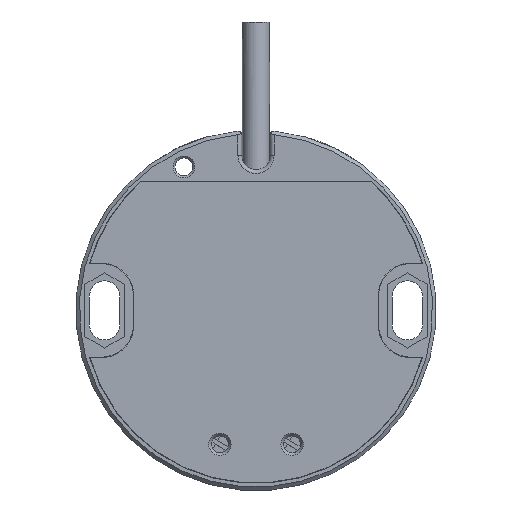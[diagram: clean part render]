
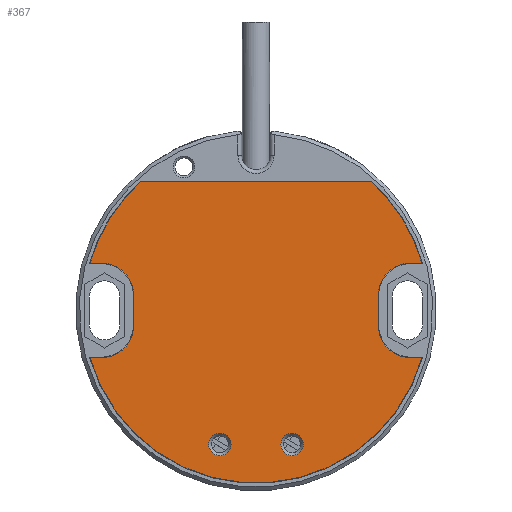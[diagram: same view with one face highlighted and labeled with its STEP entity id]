
A CAD part, left-side view. The second image highlights one B-rep face of the part: STEP entity #367.
In plain terms, the highlighted face is planar.
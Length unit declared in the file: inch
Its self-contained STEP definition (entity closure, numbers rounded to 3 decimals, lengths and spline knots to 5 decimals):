
#179 = AXIS2_PLACEMENT_3D ( 'NONE', #3756, #6299, #215 ) ;
#215 = DIRECTION ( 'NONE',  ( 1., 0., 0. ) ) ;
#293 = DIRECTION ( 'NONE',  ( 1., 0., 0. ) ) ;
#340 = CARTESIAN_POINT ( 'NONE',  ( 0.84449, 0.89811, -0.19685 ) ) ;
#367 = ADVANCED_FACE ( 'NONE', ( #4671, #1303, #4820 ), #7607, .T. ) ;
#560 = CARTESIAN_POINT ( 'NONE',  ( 0., 0.97922, -0.19685 ) ) ;
#603 = CARTESIAN_POINT ( 'NONE',  ( -0.66732, 0.89811, -0.19685 ) ) ;
#636 = CIRCLE ( 'NONE', #6546, 0.17717 ) ;
#701 = EDGE_CURVE ( 'NONE', #727, #6680, #2362, .T. ) ;
#727 = VERTEX_POINT ( 'NONE', #2707 ) ;
#804 = ORIENTED_EDGE ( 'NONE', *, *, #1607, .T. ) ;
#839 = ORIENTED_EDGE ( 'NONE', *, *, #5116, .T. ) ;
#885 = ORIENTED_EDGE ( 'NONE', *, *, #1364, .T. ) ;
#903 = CIRCLE ( 'NONE', #5797, 0.94252 ) ;
#1027 = DIRECTION ( 'NONE',  ( 0., 0., 1. ) ) ;
#1055 = ORIENTED_EDGE ( 'NONE', *, *, #7960, .T. ) ;
#1214 = CARTESIAN_POINT ( 'NONE',  ( 0.66732, 0.89811, -0.19685 ) ) ;
#1303 = FACE_BOUND ( 'NONE', #6695, .T. ) ;
#1364 = EDGE_CURVE ( 'NONE', #1874, #3330, #2593, .T. ) ;
#1459 = CARTESIAN_POINT ( 'NONE',  ( 0.66732, 1.06032, -0.19685 ) ) ;
#1514 = AXIS2_PLACEMENT_3D ( 'NONE', #2049, #6156, #2100 ) ;
#1519 = VECTOR ( 'NONE', #5430, 39.37008 ) ;
#1564 = DIRECTION ( 'NONE',  ( 1., 0., 0. ) ) ;
#1607 = EDGE_CURVE ( 'NONE', #7727, #2032, #6243, .T. ) ;
#1679 = CARTESIAN_POINT ( 'NONE',  ( -0.66732, 1.06032, -0.19685 ) ) ;
#1824 = CARTESIAN_POINT ( 'NONE',  ( 0., 0.72095, -0.19685 ) ) ;
#1874 = VERTEX_POINT ( 'NONE', #3166 ) ;
#1895 = VECTOR ( 'NONE', #7363, 39.37008 ) ;
#1899 = LINE ( 'NONE', #2854, #6469 ) ;
#1905 = CARTESIAN_POINT ( 'NONE',  ( 0.84449, 1.06032, -0.19685 ) ) ;
#1980 = CARTESIAN_POINT ( 'NONE',  ( 0., 0.27725, -0.19685 ) ) ;
#2032 = VERTEX_POINT ( 'NONE', #8808 ) ;
#2049 = CARTESIAN_POINT ( 'NONE',  ( 0., 0.97922, -0.19685 ) ) ;
#2072 = VERTEX_POINT ( 'NONE', #1214 ) ;
#2083 = VERTEX_POINT ( 'NONE', #603 ) ;
#2084 = DIRECTION ( 'NONE',  ( 1., 0., 0. ) ) ;
#2100 = DIRECTION ( 'NONE',  ( 1., 0., 0. ) ) ;
#2137 = CARTESIAN_POINT ( 'NONE',  ( 0., 0.97922, -0.19685 ) ) ;
#2230 = DIRECTION ( 'NONE',  ( 0., 0., 1. ) ) ;
#2320 = AXIS2_PLACEMENT_3D ( 'NONE', #3908, #7918, #8752 ) ;
#2354 = AXIS2_PLACEMENT_3D ( 'NONE', #8616, #1027, #8697 ) ;
#2362 = CIRCLE ( 'NONE', #7560, 0.94252 ) ;
#2446 = VERTEX_POINT ( 'NONE', #2573 ) ;
#2573 = CARTESIAN_POINT ( 'NONE',  ( 0.25787, 1.71071, -0.19685 ) ) ;
#2593 = LINE ( 'NONE', #1824, #8578 ) ;
#2704 = CIRCLE ( 'NONE', #8637, 0.17717 ) ;
#2707 = CARTESIAN_POINT ( 'NONE',  ( -0.62895, 0.27725, -0.19685 ) ) ;
#2769 = DIRECTION ( 'NONE',  ( 1., 0., 0. ) ) ;
#2854 = CARTESIAN_POINT ( 'NONE',  ( -0.66732, 0.97922, -0.19685 ) ) ;
#2893 = ORIENTED_EDGE ( 'NONE', *, *, #6902, .T. ) ;
#3004 = VECTOR ( 'NONE', #6494, 39.37008 ) ;
#3008 = CARTESIAN_POINT ( 'NONE',  ( 0.90644, 1.23748, -0.19685 ) ) ;
#3166 = CARTESIAN_POINT ( 'NONE',  ( 0.84449, 0.72095, -0.19685 ) ) ;
#3211 = EDGE_LOOP ( 'NONE', ( #7645 ) ) ;
#3255 = VERTEX_POINT ( 'NONE', #8787 ) ;
#3271 = CARTESIAN_POINT ( 'NONE',  ( -0.84449, 1.23748, -0.19685 ) ) ;
#3330 = VERTEX_POINT ( 'NONE', #7118 ) ;
#3347 = CARTESIAN_POINT ( 'NONE',  ( -0.84449, 0.72095, -0.19685 ) ) ;
#3377 = VERTEX_POINT ( 'NONE', #7162 ) ;
#3453 = CARTESIAN_POINT ( 'NONE',  ( 0., 1.23748, -0.19685 ) ) ;
#3522 = DIRECTION ( 'NONE',  ( 0., 0., -1. ) ) ;
#3589 = AXIS2_PLACEMENT_3D ( 'NONE', #7120, #7822, #7165 ) ;
#3756 = CARTESIAN_POINT ( 'NONE',  ( 0.19685, 1.71071, -0.19685 ) ) ;
#3826 = EDGE_CURVE ( 'NONE', #6612, #2072, #5782, .T. ) ;
#3881 = CIRCLE ( 'NONE', #3589, 0.17717 ) ;
#3908 = CARTESIAN_POINT ( 'NONE',  ( 0., 0.97922, -0.19685 ) ) ;
#3953 = DIRECTION ( 'NONE',  ( 1., 0., 0. ) ) ;
#4004 = CARTESIAN_POINT ( 'NONE',  ( -0.90644, 0.72095, -0.19685 ) ) ;
#4091 = CIRCLE ( 'NONE', #179, 0.06102 ) ;
#4248 = EDGE_LOOP ( 'NONE', ( #839, #7257, #6631, #6670, #804, #5304, #6442, #6294, #885, #7978, #7684, #5602, #5303, #1055 ) ) ;
#4342 = CARTESIAN_POINT ( 'NONE',  ( 0.66732, 0.97922, -0.19685 ) ) ;
#4416 = CIRCLE ( 'NONE', #7713, 0.17717 ) ;
#4536 = EDGE_CURVE ( 'NONE', #2032, #6612, #2704, .T. ) ;
#4622 = LINE ( 'NONE', #6738, #1895 ) ;
#4671 = FACE_OUTER_BOUND ( 'NONE', #4248, .T. ) ;
#4776 = DIRECTION ( 'NONE',  ( -1., 0., 0. ) ) ;
#4820 = FACE_BOUND ( 'NONE', #3211, .T. ) ;
#4822 = DIRECTION ( 'NONE',  ( 0., 0., -1. ) ) ;
#4896 = LINE ( 'NONE', #1980, #1519 ) ;
#4973 = CIRCLE ( 'NONE', #2354, 0.06102 ) ;
#4991 = EDGE_CURVE ( 'NONE', #6348, #5917, #3881, .T. ) ;
#5116 = EDGE_CURVE ( 'NONE', #2083, #6348, #1899, .T. ) ;
#5303 = ORIENTED_EDGE ( 'NONE', *, *, #6471, .T. ) ;
#5304 = ORIENTED_EDGE ( 'NONE', *, *, #4536, .T. ) ;
#5356 = VERTEX_POINT ( 'NONE', #5433 ) ;
#5430 = DIRECTION ( 'NONE',  ( -1., 0., 0. ) ) ;
#5433 = CARTESIAN_POINT ( 'NONE',  ( -0.90644, 1.23748, -0.19685 ) ) ;
#5590 = CARTESIAN_POINT ( 'NONE',  ( 0., 1.23748, -0.19685 ) ) ;
#5602 = ORIENTED_EDGE ( 'NONE', *, *, #701, .T. ) ;
#5782 = LINE ( 'NONE', #4342, #3004 ) ;
#5797 = AXIS2_PLACEMENT_3D ( 'NONE', #560, #4822, #2769 ) ;
#5909 = EDGE_CURVE ( 'NONE', #3330, #3377, #5924, .T. ) ;
#5917 = VERTEX_POINT ( 'NONE', #3271 ) ;
#5924 = CIRCLE ( 'NONE', #2320, 0.94252 ) ;
#6030 = DIRECTION ( 'NONE',  ( 0., 1., 0. ) ) ;
#6114 = LINE ( 'NONE', #3453, #6227 ) ;
#6156 = DIRECTION ( 'NONE',  ( 0., 0., -1. ) ) ;
#6188 = EDGE_CURVE ( 'NONE', #5917, #5356, #6114, .T. ) ;
#6227 = VECTOR ( 'NONE', #4776, 39.37008 ) ;
#6237 = EDGE_CURVE ( 'NONE', #5356, #7727, #903, .T. ) ;
#6243 = LINE ( 'NONE', #5590, #8586 ) ;
#6294 = ORIENTED_EDGE ( 'NONE', *, *, #7503, .T. ) ;
#6299 = DIRECTION ( 'NONE',  ( 0., 0., 1. ) ) ;
#6348 = VERTEX_POINT ( 'NONE', #1679 ) ;
#6442 = ORIENTED_EDGE ( 'NONE', *, *, #3826, .T. ) ;
#6469 = VECTOR ( 'NONE', #6030, 39.37008 ) ;
#6471 = EDGE_CURVE ( 'NONE', #6680, #8020, #4622, .T. ) ;
#6494 = DIRECTION ( 'NONE',  ( 0., -1., 0. ) ) ;
#6546 = AXIS2_PLACEMENT_3D ( 'NONE', #340, #8668, #293 ) ;
#6612 = VERTEX_POINT ( 'NONE', #1459 ) ;
#6631 = ORIENTED_EDGE ( 'NONE', *, *, #6188, .T. ) ;
#6653 = DIRECTION ( 'NONE',  ( 1., 0., 0. ) ) ;
#6670 = ORIENTED_EDGE ( 'NONE', *, *, #6237, .T. ) ;
#6680 = VERTEX_POINT ( 'NONE', #4004 ) ;
#6695 = EDGE_LOOP ( 'NONE', ( #2893 ) ) ;
#6738 = CARTESIAN_POINT ( 'NONE',  ( 0., 0.72095, -0.19685 ) ) ;
#6902 = EDGE_CURVE ( 'NONE', #3255, #3255, #4973, .T. ) ;
#7118 = CARTESIAN_POINT ( 'NONE',  ( 0.90644, 0.72095, -0.19685 ) ) ;
#7120 = CARTESIAN_POINT ( 'NONE',  ( -0.84449, 1.06032, -0.19685 ) ) ;
#7162 = CARTESIAN_POINT ( 'NONE',  ( 0.62895, 0.27725, -0.19685 ) ) ;
#7165 = DIRECTION ( 'NONE',  ( 1., 0., 0. ) ) ;
#7230 = EDGE_CURVE ( 'NONE', #2446, #2446, #4091, .T. ) ;
#7243 = DIRECTION ( 'NONE',  ( 0., 0., 1. ) ) ;
#7257 = ORIENTED_EDGE ( 'NONE', *, *, #4991, .T. ) ;
#7363 = DIRECTION ( 'NONE',  ( 1., 0., 0. ) ) ;
#7371 = EDGE_CURVE ( 'NONE', #3377, #727, #4896, .T. ) ;
#7503 = EDGE_CURVE ( 'NONE', #2072, #1874, #636, .T. ) ;
#7560 = AXIS2_PLACEMENT_3D ( 'NONE', #2137, #3522, #2084 ) ;
#7607 = PLANE ( 'NONE',  #1514 ) ;
#7645 = ORIENTED_EDGE ( 'NONE', *, *, #7230, .T. ) ;
#7684 = ORIENTED_EDGE ( 'NONE', *, *, #7371, .T. ) ;
#7713 = AXIS2_PLACEMENT_3D ( 'NONE', #8562, #2230, #1564 ) ;
#7727 = VERTEX_POINT ( 'NONE', #3008 ) ;
#7822 = DIRECTION ( 'NONE',  ( 0., 0., 1. ) ) ;
#7918 = DIRECTION ( 'NONE',  ( 0., 0., -1. ) ) ;
#7960 = EDGE_CURVE ( 'NONE', #8020, #2083, #4416, .T. ) ;
#7978 = ORIENTED_EDGE ( 'NONE', *, *, #5909, .T. ) ;
#8020 = VERTEX_POINT ( 'NONE', #3347 ) ;
#8335 = DIRECTION ( 'NONE',  ( -1., 0., 0. ) ) ;
#8562 = CARTESIAN_POINT ( 'NONE',  ( -0.84449, 0.89811, -0.19685 ) ) ;
#8578 = VECTOR ( 'NONE', #3953, 39.37008 ) ;
#8586 = VECTOR ( 'NONE', #8335, 39.37008 ) ;
#8616 = CARTESIAN_POINT ( 'NONE',  ( -0.19685, 1.71071, -0.19685 ) ) ;
#8637 = AXIS2_PLACEMENT_3D ( 'NONE', #1905, #7243, #6653 ) ;
#8668 = DIRECTION ( 'NONE',  ( 0., 0., 1. ) ) ;
#8697 = DIRECTION ( 'NONE',  ( 1., 0., 0. ) ) ;
#8752 = DIRECTION ( 'NONE',  ( 1., 0., 0. ) ) ;
#8787 = CARTESIAN_POINT ( 'NONE',  ( -0.13583, 1.71071, -0.19685 ) ) ;
#8808 = CARTESIAN_POINT ( 'NONE',  ( 0.84449, 1.23748, -0.19685 ) ) ;
